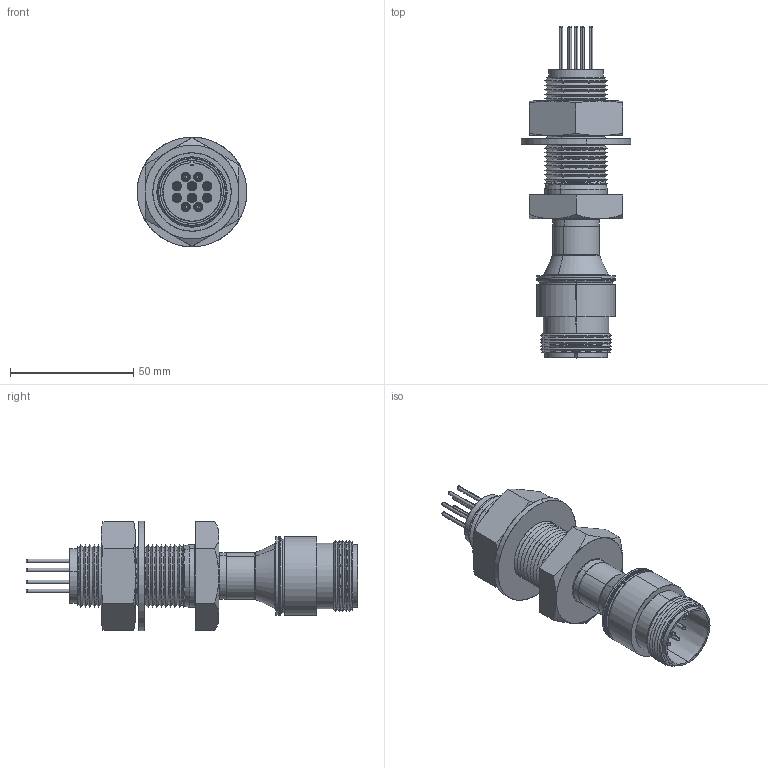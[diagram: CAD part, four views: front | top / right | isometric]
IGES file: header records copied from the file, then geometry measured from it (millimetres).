
Start section: SolidWorks IGES file using analytic representation for surfaces
Global section: file name: 15717-01-A.IGS; native system: SolidWorks 2018; preprocessor: SolidWorks 2018; author: lee sanders; date: 190507.085109; units: inch
Bounding box: 44.45 x 134.54 x 44.45 mm (x, y, z)
Surface area: 44172.8 mm2 (no closed solid volume)
Topology: 0 solids, 0 shells, 636 faces, 8980 edges, 8980 vertices
Faces by surface type: revolution 478, bspline 158
